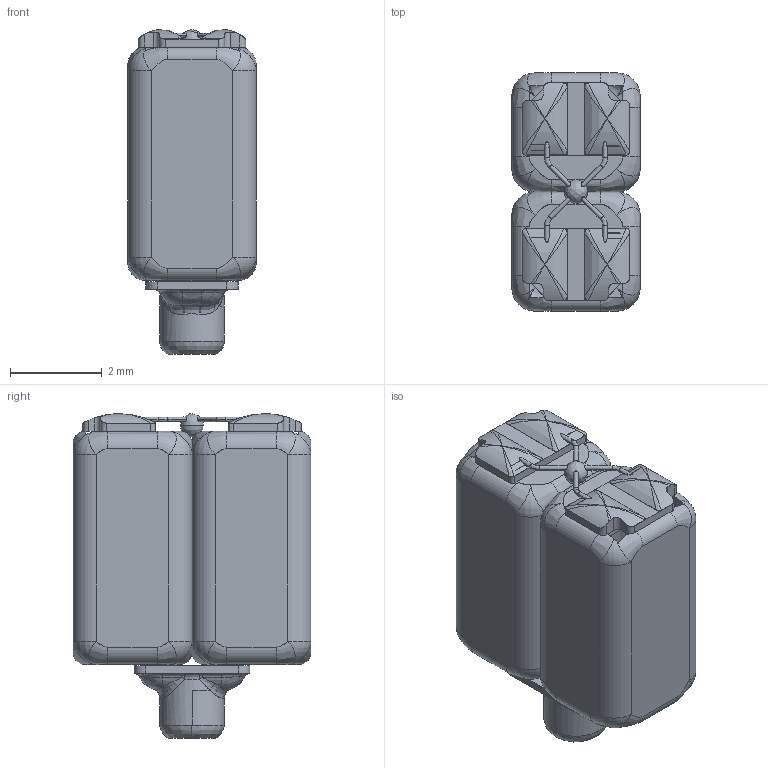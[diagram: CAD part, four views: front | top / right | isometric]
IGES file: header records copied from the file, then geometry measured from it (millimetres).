
Start section:  PTC IGES file: fj-26758-000.igs
Global section: file name: fj-26758-000.igs; native system: Pro/ENGINEER by Parametric Technology Corporation; preprocessor: 2005070; author: rgrounds; organization: Unknown; date: 050919.083934; units: inch
Bounding box: 2.79 x 5.18 x 7.07 mm (x, y, z)
Surface area: 240.7 mm2 (no closed solid volume)
Topology: 0 solids, 0 shells, 478 faces, 2380 edges, 2368 vertices
Faces by surface type: bspline 260, revolution 218
